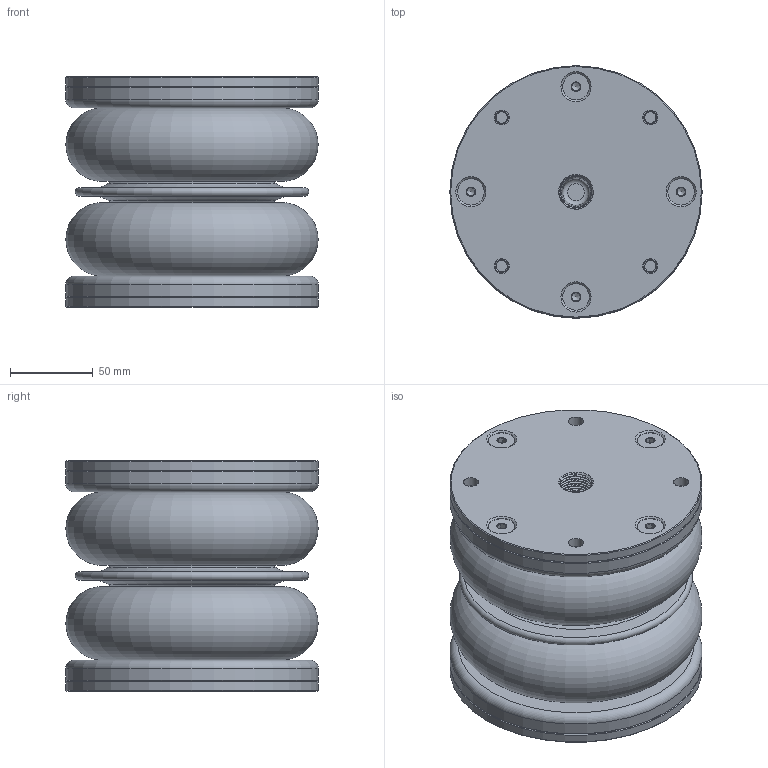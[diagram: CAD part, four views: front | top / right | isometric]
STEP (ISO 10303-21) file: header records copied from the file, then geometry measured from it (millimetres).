
FILE_DESCRIPTION(/* description */ (''),/* implementation_level */ '2;1');
FILE_NAME(/* name */ '6W-6x2-02.stp',/* time_stamp */ '2021-06-09T11:28:23+02:00',/* author */ (''),/* organization */ (''),/* preprocessor_version */ 'ST-DEVELOPER v18.1',/* originating_system */ 'SIEMENS PLM Software NX 1965',/* authorisation */ '');
FILE_SCHEMA (('AP203_CONFIGURATION_CONTROLLED_3D_DESIGN_OF_MECHANICAL_PARTS_AND_ASSEMBLIES_MIM_LF { 1 0 10303 403 2 1 2}'));
Length unit declared in the file: millimetre
Products named in the file (1): hoff0464FC0Dfgpr
Bounding box: 152.4 x 152.4 x 139 mm (x, y, z)
Volume: 948993.5 mm3; surface area: 387907.3 mm2
Topology: 14 solids, 14 shells, 534 faces, 1086 edges, 631 vertices
Faces by surface type: plane 175, cylinder 128, cone 115, torus 114, bspline 2
Full cylindrical faces by diameter (mm): 6.8 x16, 7.76 x8, 9 x16, 16 x8, 84.7 x2, 84.9 x2, 91.3 x2, 111.6 x2, 111.8 x2, 152.4 x4
Entity records: 14909 total; most frequent: CARTESIAN_POINT 4175, DIRECTION 2466, ORIENTED_EDGE 1720, AXIS2_PLACEMENT_3D 1129, EDGE_CURVE 860, EDGE_LOOP 804, CIRCLE 596, VERTEX_POINT 590
